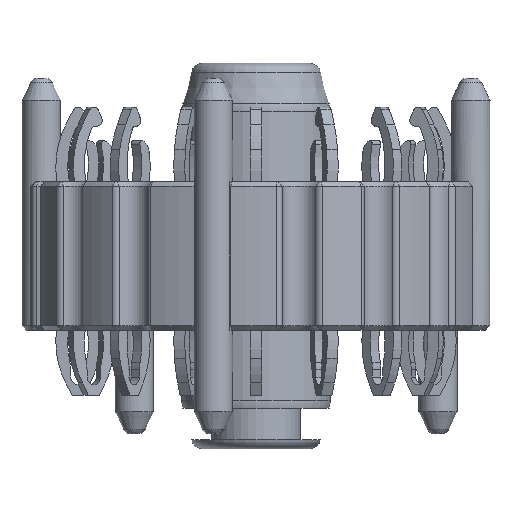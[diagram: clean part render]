
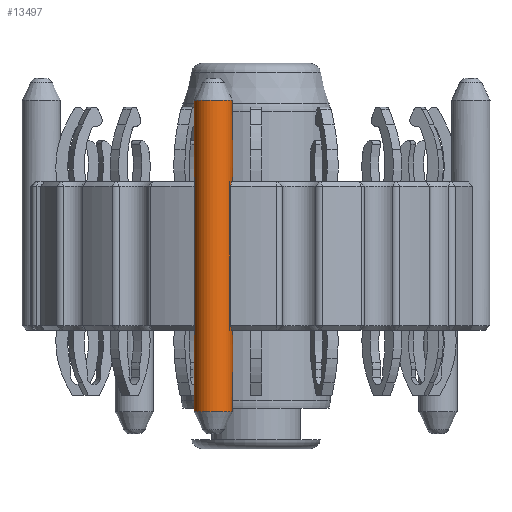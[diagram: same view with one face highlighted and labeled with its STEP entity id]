
A CAD part, left-side view. The second image highlights one B-rep face of the part: STEP entity #13497.
In plain terms, the highlighted cylindrical face has radius 0.65 mm (diameter 1.3 mm), a full revolution.
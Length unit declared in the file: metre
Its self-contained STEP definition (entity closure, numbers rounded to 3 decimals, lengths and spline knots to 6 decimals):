
#44=B_SPLINE_CURVE_WITH_KNOTS('',3,(#22913,#22914,#22915,#22916),
 .UNSPECIFIED.,.F.,.F.,(4,4),(-0.463524,-0.443249),
 .UNSPECIFIED.);
#53=B_SPLINE_CURVE_WITH_KNOTS('',3,(#23109,#23110,#23111,#23112),
 .UNSPECIFIED.,.F.,.F.,(4,4),(-0.033604,-0.013329),
 .UNSPECIFIED.);
#54=B_SPLINE_CURVE_WITH_KNOTS('',3,(#23117,#23118,#23119,#23120),
 .UNSPECIFIED.,.F.,.F.,(4,4),(-0.238256,-0.217981),
 .UNSPECIFIED.);
#55=B_SPLINE_CURVE_WITH_KNOTS('',3,(#23123,#23124,#23125,#23126),
 .UNSPECIFIED.,.F.,.F.,(4,4),(-0.258871,-0.238596),
 .UNSPECIFIED.);
#477=CYLINDRICAL_SURFACE('',#15002,0.00065);
#1502=LINE('',#23106,#2618);
#1503=LINE('',#23108,#2619);
#1504=LINE('',#23114,#2620);
#1505=LINE('',#23122,#2621);
#2618=VECTOR('',#18820,0.00065);
#2619=VECTOR('',#18821,1.);
#2620=VECTOR('',#18822,0.00065);
#2621=VECTOR('',#18825,1.);
#3381=FACE_OUTER_BOUND('',#4198,.T.);
#4198=EDGE_LOOP('',(#11798,#11799,#11800,#11801,#11802,#11803,#11804,#11805,
#11806,#11807,#11808,#11809,#11810,#11811,#11812,#11813,#11814));
#4426=CIRCLE('',#13738,0.00065);
#4427=CIRCLE('',#13739,0.00065);
#5115=CIRCLE('',#14962,0.00065);
#5116=CIRCLE('',#14963,0.00065);
#5147=CIRCLE('',#15003,0.00065);
#5148=CIRCLE('',#15004,0.00065);
#5149=CIRCLE('',#15005,0.00065);
#5309=VERTEX_POINT('',#19764);
#5310=VERTEX_POINT('',#19766);
#5311=VERTEX_POINT('',#19768);
#6359=VERTEX_POINT('',#22911);
#6360=VERTEX_POINT('',#22912);
#6389=VERTEX_POINT('',#22978);
#6390=VERTEX_POINT('',#22980);
#6426=VERTEX_POINT('',#23102);
#6427=VERTEX_POINT('',#23103);
#6428=VERTEX_POINT('',#23107);
#6429=VERTEX_POINT('',#23113);
#6430=VERTEX_POINT('',#23116);
#6431=VERTEX_POINT('',#23121);
#6626=EDGE_CURVE('',#5309,#5310,#4426,.F.);
#6627=EDGE_CURVE('',#5310,#5311,#4427,.F.);
#8173=EDGE_CURVE('',#6359,#6360,#44,.T.);
#8206=EDGE_CURVE('',#6359,#6389,#5115,.F.);
#8207=EDGE_CURVE('',#6389,#6390,#5116,.F.);
#8258=EDGE_CURVE('',#6426,#6427,#5147,.T.);
#8259=EDGE_CURVE('',#6427,#6426,#5148,.T.);
#8260=EDGE_CURVE('',#6427,#6389,#1502,.T.);
#8261=EDGE_CURVE('',#6428,#6360,#1503,.F.);
#8262=EDGE_CURVE('',#6428,#5311,#53,.T.);
#8263=EDGE_CURVE('',#5310,#6429,#1504,.T.);
#8264=EDGE_CURVE('',#6429,#6429,#5149,.T.);
#8265=EDGE_CURVE('',#5309,#6430,#54,.T.);
#8266=EDGE_CURVE('',#6431,#6430,#1505,.T.);
#8267=EDGE_CURVE('',#6431,#6390,#55,.T.);
#11798=ORIENTED_EDGE('',*,*,#8258,.F.);
#11799=ORIENTED_EDGE('',*,*,#8259,.F.);
#11800=ORIENTED_EDGE('',*,*,#8260,.T.);
#11801=ORIENTED_EDGE('',*,*,#8206,.F.);
#11802=ORIENTED_EDGE('',*,*,#8173,.T.);
#11803=ORIENTED_EDGE('',*,*,#8261,.F.);
#11804=ORIENTED_EDGE('',*,*,#8262,.T.);
#11805=ORIENTED_EDGE('',*,*,#6627,.F.);
#11806=ORIENTED_EDGE('',*,*,#8263,.T.);
#11807=ORIENTED_EDGE('',*,*,#8264,.F.);
#11808=ORIENTED_EDGE('',*,*,#8263,.F.);
#11809=ORIENTED_EDGE('',*,*,#6626,.F.);
#11810=ORIENTED_EDGE('',*,*,#8265,.T.);
#11811=ORIENTED_EDGE('',*,*,#8266,.F.);
#11812=ORIENTED_EDGE('',*,*,#8267,.T.);
#11813=ORIENTED_EDGE('',*,*,#8207,.F.);
#11814=ORIENTED_EDGE('',*,*,#8260,.F.);
#13497=ADVANCED_FACE('',(#3381),#477,.T.);
#13738=AXIS2_PLACEMENT_3D('',#19767,#15389,#15390);
#13739=AXIS2_PLACEMENT_3D('',#19769,#15391,#15392);
#14962=AXIS2_PLACEMENT_3D('',#22979,#18722,#18723);
#14963=AXIS2_PLACEMENT_3D('',#22981,#18724,#18725);
#15002=AXIS2_PLACEMENT_3D('',#23101,#18814,#18815);
#15003=AXIS2_PLACEMENT_3D('',#23104,#18816,#18817);
#15004=AXIS2_PLACEMENT_3D('',#23105,#18818,#18819);
#15005=AXIS2_PLACEMENT_3D('',#23115,#18823,#18824);
#15389=DIRECTION('center_axis',(0.,0.,-1.));
#15390=DIRECTION('ref_axis',(0.,1.,0.));
#15391=DIRECTION('center_axis',(0.,0.,-1.));
#15392=DIRECTION('ref_axis',(0.,1.,0.));
#18722=DIRECTION('center_axis',(0.,0.,1.));
#18723=DIRECTION('ref_axis',(0.,-1.,0.));
#18724=DIRECTION('center_axis',(0.,0.,1.));
#18725=DIRECTION('ref_axis',(0.,-1.,0.));
#18814=DIRECTION('center_axis',(0.,0.,1.));
#18815=DIRECTION('ref_axis',(-1.,0.,0.));
#18816=DIRECTION('center_axis',(0.,0.,1.));
#18817=DIRECTION('ref_axis',(-1.,0.,0.));
#18818=DIRECTION('center_axis',(0.,0.,1.));
#18819=DIRECTION('ref_axis',(-1.,0.,0.));
#18820=DIRECTION('',(0.,0.,-1.));
#18821=DIRECTION('',(0.,0.,-1.));
#18822=DIRECTION('',(0.,0.,-1.));
#18823=DIRECTION('center_axis',(0.,0.,-1.));
#18824=DIRECTION('ref_axis',(-1.,0.,0.));
#18825=DIRECTION('',(0.,0.,-1.));
#19764=CARTESIAN_POINT('',(-0.007406,0.025812,-0.005));
#19766=CARTESIAN_POINT('',(-0.00659,0.02644,-0.005));
#19767=CARTESIAN_POINT('Origin',(-0.00724,0.02644,
-0.005));
#19768=CARTESIAN_POINT('',(-0.007153,0.027084,-0.005));
#19769=CARTESIAN_POINT('Origin',(-0.00724,0.02644,
-0.005));
#22911=CARTESIAN_POINT('',(-0.007153,0.027084,0.));
#22912=CARTESIAN_POINT('',(-0.007308,0.027087,-0.00015));
#22913=CARTESIAN_POINT('Ctrl Pts',(-0.007153,0.027084,
0.));
#22914=CARTESIAN_POINT('Ctrl Pts',(-0.007203,0.027091,
-0.00005));
#22915=CARTESIAN_POINT('Ctrl Pts',(-0.007255,0.027092,
-0.000101));
#22916=CARTESIAN_POINT('Ctrl Pts',(-0.007308,0.027087,
-0.00015));
#22978=CARTESIAN_POINT('',(-0.00659,0.02644,0.));
#22979=CARTESIAN_POINT('Origin',(-0.00724,0.02644,
0.));
#22980=CARTESIAN_POINT('',(-0.007406,0.025812,0.));
#22981=CARTESIAN_POINT('Origin',(-0.00724,0.02644,
0.));
#23101=CARTESIAN_POINT('Origin',(-0.00724,0.02644,
-0.00775));
#23102=CARTESIAN_POINT('',(-0.00789,0.02644,0.00275));
#23103=CARTESIAN_POINT('',(-0.00659,0.02644,0.00275));
#23104=CARTESIAN_POINT('Origin',(-0.00724,0.02644,
0.00275));
#23105=CARTESIAN_POINT('Origin',(-0.00724,0.02644,
0.00275));
#23106=CARTESIAN_POINT('',(-0.00659,0.02644,-0.00775));
#23107=CARTESIAN_POINT('',(-0.007308,0.027087,-0.00485));
#23108=CARTESIAN_POINT('',(-0.007308,0.027087,-0.0015));
#23109=CARTESIAN_POINT('Ctrl Pts',(-0.007308,0.027087,
-0.00485));
#23110=CARTESIAN_POINT('Ctrl Pts',(-0.007255,0.027092,
-0.004899));
#23111=CARTESIAN_POINT('Ctrl Pts',(-0.007203,0.027091,
-0.00495));
#23112=CARTESIAN_POINT('Ctrl Pts',(-0.007153,0.027084,
-0.005));
#23113=CARTESIAN_POINT('',(-0.00659,0.02644,-0.00775));
#23114=CARTESIAN_POINT('',(-0.00659,0.02644,-0.00775));
#23115=CARTESIAN_POINT('Origin',(-0.00724,0.02644,
-0.00775));
#23116=CARTESIAN_POINT('',(-0.00755,0.025869,-0.00485));
#23117=CARTESIAN_POINT('Ctrl Pts',(-0.007406,0.025812,
-0.005));
#23118=CARTESIAN_POINT('Ctrl Pts',(-0.007454,0.025824,
-0.00495));
#23119=CARTESIAN_POINT('Ctrl Pts',(-0.007503,0.025843,
-0.004899));
#23120=CARTESIAN_POINT('Ctrl Pts',(-0.00755,0.025869,
-0.00485));
#23121=CARTESIAN_POINT('',(-0.00755,0.025869,-0.00015));
#23122=CARTESIAN_POINT('',(-0.00755,0.025869,-0.0015));
#23123=CARTESIAN_POINT('Ctrl Pts',(-0.00755,0.025869,
-0.00015));
#23124=CARTESIAN_POINT('Ctrl Pts',(-0.007503,0.025843,
-0.000101));
#23125=CARTESIAN_POINT('Ctrl Pts',(-0.007454,0.025824,
-0.00005));
#23126=CARTESIAN_POINT('Ctrl Pts',(-0.007406,0.025812,
0.));
